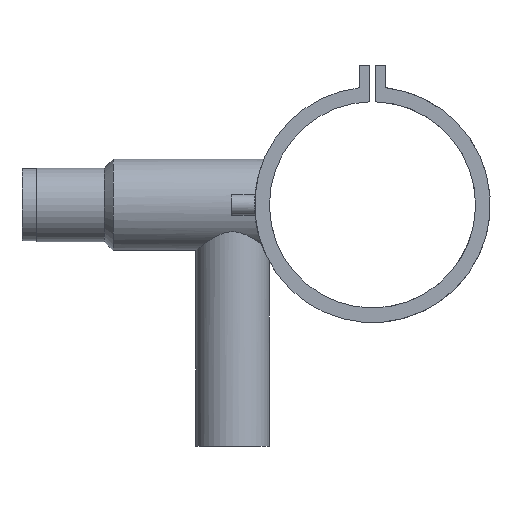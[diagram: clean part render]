
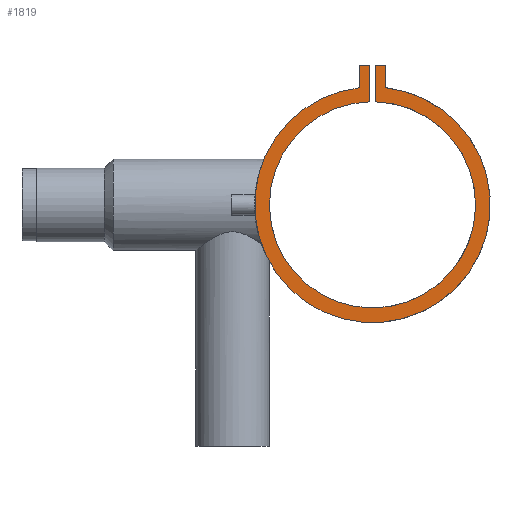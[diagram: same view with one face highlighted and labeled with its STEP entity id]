
A CAD part, left-side view. The second image highlights one B-rep face of the part: STEP entity #1819.
In plain terms, the highlighted planar face has unit normal (-1, 0, 0).
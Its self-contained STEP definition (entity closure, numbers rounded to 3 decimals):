
#26 = AXIS2_PLACEMENT_3D ( 'NONE', #1425, #2215, #418 ) ;
#29 = CIRCLE ( 'NONE', #26, 70. ) ;
#52 = ORIENTED_EDGE ( 'NONE', *, *, #231, .F. ) ;
#86 = ORIENTED_EDGE ( 'NONE', *, *, #518, .F. ) ;
#111 = VECTOR ( 'NONE', #1749, 1000. ) ;
#134 = LINE ( 'NONE', #931, #111 ) ;
#147 = CARTESIAN_POINT ( 'NONE',  ( -69., 0., 0. ) ) ;
#168 = LINE ( 'NONE', #963, #1513 ) ;
#201 = CARTESIAN_POINT ( 'NONE',  ( -69., -2., 94.492 ) ) ;
#220 = CARTESIAN_POINT ( 'NONE',  ( -69., -9., 94.492 ) ) ;
#231 = EDGE_CURVE ( 'NONE', #2002, #1697, #1731, .T. ) ;
#249 = CARTESIAN_POINT ( 'NONE',  ( -69., 9., 94.492 ) ) ;
#288 = AXIS2_PLACEMENT_3D ( 'NONE', #147, #943, #1763 ) ;
#367 = VECTOR ( 'NONE', #1018, 1000. ) ;
#409 = VECTOR ( 'NONE', #1387, 1000. ) ;
#415 = CARTESIAN_POINT ( 'NONE',  ( -69., 9., 94.492 ) ) ;
#418 = DIRECTION ( 'NONE',  ( 0., 0., -1. ) ) ;
#453 = EDGE_CURVE ( 'NONE', #1697, #2162, #168, .T. ) ;
#518 = EDGE_CURVE ( 'NONE', #1213, #2252, #2012, .T. ) ;
#529 = ORIENTED_EDGE ( 'NONE', *, *, #2154, .F. ) ;
#573 = CARTESIAN_POINT ( 'NONE',  ( -69., -2., 94.492 ) ) ;
#636 = DIRECTION ( 'NONE',  ( 0., 0., -1. ) ) ;
#706 = CARTESIAN_POINT ( 'NONE',  ( -69., 2., 94.492 ) ) ;
#797 = ORIENTED_EDGE ( 'NONE', *, *, #2531, .F. ) ;
#931 = CARTESIAN_POINT ( 'NONE',  ( -69., 2., 94.492 ) ) ;
#943 = DIRECTION ( 'NONE',  ( 1., 0., 0. ) ) ;
#963 = CARTESIAN_POINT ( 'NONE',  ( -69., 9., 94.492 ) ) ;
#1000 = DIRECTION ( 'NONE',  ( 0., -1., 0. ) ) ;
#1018 = DIRECTION ( 'NONE',  ( 0., 0., -1. ) ) ;
#1089 = VERTEX_POINT ( 'NONE', #706 ) ;
#1118 = ORIENTED_EDGE ( 'NONE', *, *, #453, .F. ) ;
#1148 = FACE_OUTER_BOUND ( 'NONE', #1792, .T. ) ;
#1213 = VERTEX_POINT ( 'NONE', #1381 ) ;
#1218 = DIRECTION ( 'NONE',  ( 0., -1., 0. ) ) ;
#1259 = ORIENTED_EDGE ( 'NONE', *, *, #2066, .F. ) ;
#1311 = CARTESIAN_POINT ( 'NONE',  ( -69., 9., 79.492 ) ) ;
#1379 = VERTEX_POINT ( 'NONE', #1631 ) ;
#1381 = CARTESIAN_POINT ( 'NONE',  ( -69., -2., 94.492 ) ) ;
#1387 = DIRECTION ( 'NONE',  ( 0., 0., 1. ) ) ;
#1425 = CARTESIAN_POINT ( 'NONE',  ( -69., 0., 0. ) ) ;
#1462 = VECTOR ( 'NONE', #1000, 1000. ) ;
#1472 = CARTESIAN_POINT ( 'NONE',  ( -69., -9., 79.492 ) ) ;
#1513 = VECTOR ( 'NONE', #1782, 1000. ) ;
#1520 = VECTOR ( 'NONE', #1218, 1000. ) ;
#1631 = CARTESIAN_POINT ( 'NONE',  ( -69., 2., 69.971 ) ) ;
#1633 = VERTEX_POINT ( 'NONE', #2469 ) ;
#1646 = ORIENTED_EDGE ( 'NONE', *, *, #2217, .F. ) ;
#1653 = CARTESIAN_POINT ( 'NONE',  ( -69., 0., 0. ) ) ;
#1697 = VERTEX_POINT ( 'NONE', #1311 ) ;
#1728 = AXIS2_PLACEMENT_3D ( 'NONE', #1653, #2422, #636 ) ;
#1731 = CIRCLE ( 'NONE', #1728, 80. ) ;
#1749 = DIRECTION ( 'NONE',  ( 0., 0., -1. ) ) ;
#1763 = DIRECTION ( 'NONE',  ( 0., 0., -1. ) ) ;
#1782 = DIRECTION ( 'NONE',  ( 0., 0., 1. ) ) ;
#1792 = EDGE_LOOP ( 'NONE', ( #52, #1979, #86, #1646, #529, #1259, #797, #1118 ) ) ;
#1819 = ADVANCED_FACE ( 'NONE', ( #1148 ), #1964, .F. ) ;
#1964 = PLANE ( 'NONE',  #288 ) ;
#1979 = ORIENTED_EDGE ( 'NONE', *, *, #2532, .F. ) ;
#2002 = VERTEX_POINT ( 'NONE', #1472 ) ;
#2012 = LINE ( 'NONE', #201, #1462 ) ;
#2031 = LINE ( 'NONE', #220, #367 ) ;
#2066 = EDGE_CURVE ( 'NONE', #1089, #1379, #134, .T. ) ;
#2154 = EDGE_CURVE ( 'NONE', #1379, #1633, #29, .T. ) ;
#2162 = VERTEX_POINT ( 'NONE', #249 ) ;
#2212 = LINE ( 'NONE', #415, #1520 ) ;
#2215 = DIRECTION ( 'NONE',  ( -1., 0., 0. ) ) ;
#2217 = EDGE_CURVE ( 'NONE', #1633, #1213, #2364, .T. ) ;
#2252 = VERTEX_POINT ( 'NONE', #2559 ) ;
#2364 = LINE ( 'NONE', #573, #409 ) ;
#2422 = DIRECTION ( 'NONE',  ( 1., 0., 0. ) ) ;
#2469 = CARTESIAN_POINT ( 'NONE',  ( -69., -2., 69.971 ) ) ;
#2531 = EDGE_CURVE ( 'NONE', #2162, #1089, #2212, .T. ) ;
#2532 = EDGE_CURVE ( 'NONE', #2252, #2002, #2031, .T. ) ;
#2559 = CARTESIAN_POINT ( 'NONE',  ( -69., -9., 94.492 ) ) ;
